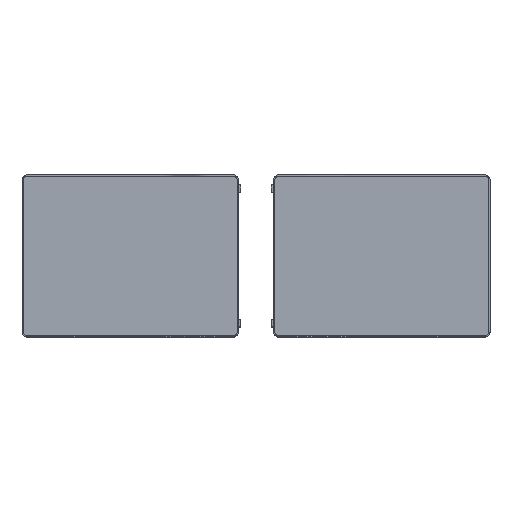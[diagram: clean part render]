
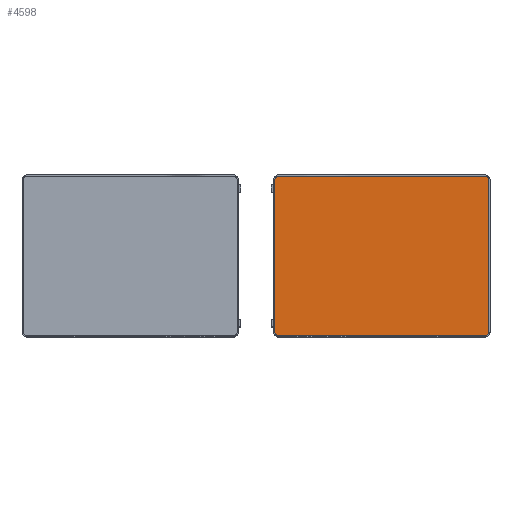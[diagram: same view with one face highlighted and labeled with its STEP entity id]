
A CAD part, top view. The second image highlights one B-rep face of the part: STEP entity #4598.
In plain terms, the highlighted planar face has unit normal (0, 0, 1).
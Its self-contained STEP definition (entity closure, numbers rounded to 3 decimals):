
#134=PLANE('',#4949);
#342=FACE_OUTER_BOUND('',#602,.T.);
#602=EDGE_LOOP('',(#3693,#3694,#3695,#3696,#3697,#3698,#3699,#3700));
#933=LINE('',#7008,#1445);
#936=LINE('',#7019,#1448);
#940=LINE('',#7031,#1452);
#945=LINE('',#7048,#1457);
#1445=VECTOR('',#5660,10.);
#1448=VECTOR('',#5671,10.);
#1452=VECTOR('',#5683,10.);
#1457=VECTOR('',#5700,10.);
#1841=CIRCLE('',#4902,6.);
#1845=CIRCLE('',#4908,6.);
#1847=CIRCLE('',#4912,6.);
#1851=CIRCLE('',#4918,6.);
#2101=VERTEX_POINT('',#6987);
#2102=VERTEX_POINT('',#6988);
#2110=VERTEX_POINT('',#7006);
#2111=VERTEX_POINT('',#7010);
#2112=VERTEX_POINT('',#7011);
#2115=VERTEX_POINT('',#7022);
#2116=VERTEX_POINT('',#7023);
#2123=VERTEX_POINT('',#7042);
#2627=EDGE_CURVE('',#2101,#2102,#1841,.T.);
#2637=EDGE_CURVE('',#2110,#2102,#933,.T.);
#2638=EDGE_CURVE('',#2111,#2112,#1845,.T.);
#2642=EDGE_CURVE('',#2101,#2112,#936,.T.);
#2644=EDGE_CURVE('',#2115,#2116,#1847,.T.);
#2648=EDGE_CURVE('',#2111,#2116,#940,.T.);
#2654=EDGE_CURVE('',#2110,#2123,#1851,.T.);
#2657=EDGE_CURVE('',#2115,#2123,#945,.T.);
#3693=ORIENTED_EDGE('',*,*,#2627,.T.);
#3694=ORIENTED_EDGE('',*,*,#2637,.F.);
#3695=ORIENTED_EDGE('',*,*,#2654,.T.);
#3696=ORIENTED_EDGE('',*,*,#2657,.F.);
#3697=ORIENTED_EDGE('',*,*,#2644,.T.);
#3698=ORIENTED_EDGE('',*,*,#2648,.F.);
#3699=ORIENTED_EDGE('',*,*,#2638,.T.);
#3700=ORIENTED_EDGE('',*,*,#2642,.F.);
#4598=ADVANCED_FACE('',(#342),#134,.T.);
#4902=AXIS2_PLACEMENT_3D('',#6989,#5644,#5645);
#4908=AXIS2_PLACEMENT_3D('',#7012,#5663,#5664);
#4912=AXIS2_PLACEMENT_3D('',#7024,#5675,#5676);
#4918=AXIS2_PLACEMENT_3D('',#7043,#5693,#5694);
#4949=AXIS2_PLACEMENT_3D('',#7168,#5816,#5817);
#5644=DIRECTION('center_axis',(0.,0.,
1.));
#5645=DIRECTION('ref_axis',(0.707,0.707,0.));
#5660=DIRECTION('',(1.,0.,0.));
#5663=DIRECTION('center_axis',(0.,0.,
1.));
#5664=DIRECTION('ref_axis',(0.707,-0.707,0.));
#5671=DIRECTION('',(0.,-1.,0.));
#5675=DIRECTION('center_axis',(0.,0.,
1.));
#5676=DIRECTION('ref_axis',(-0.707,-0.707,0.));
#5683=DIRECTION('',(-1.,0.,0.));
#5693=DIRECTION('center_axis',(0.,0.,
1.));
#5694=DIRECTION('ref_axis',(-0.707,0.707,0.));
#5700=DIRECTION('',(0.,1.,0.));
#5816=DIRECTION('center_axis',(0.,0.,
1.));
#5817=DIRECTION('ref_axis',(0.,-1.,0.));
#6987=CARTESIAN_POINT('',(384.,257.5,445.));
#6988=CARTESIAN_POINT('',(378.,263.5,445.));
#6989=CARTESIAN_POINT('Origin',(378.,257.5,445.));
#7006=CARTESIAN_POINT('',(37.,263.5,445.));
#7008=CARTESIAN_POINT('',(119.25,263.5,445.));
#7010=CARTESIAN_POINT('',(378.,0.5,445.));
#7011=CARTESIAN_POINT('',(384.,6.5,445.));
#7012=CARTESIAN_POINT('Origin',(378.,6.5,445.));
#7019=CARTESIAN_POINT('',(384.,197.75,445.));
#7022=CARTESIAN_POINT('',(31.,6.5,445.));
#7023=CARTESIAN_POINT('',(37.,0.5,445.));
#7024=CARTESIAN_POINT('Origin',(37.,6.5,445.));
#7031=CARTESIAN_POINT('',(295.75,0.5,445.));
#7042=CARTESIAN_POINT('',(31.,257.5,445.));
#7043=CARTESIAN_POINT('Origin',(37.,257.5,445.));
#7048=CARTESIAN_POINT('',(31.,66.25,445.));
#7168=CARTESIAN_POINT('Origin',(207.5,132.,445.));
